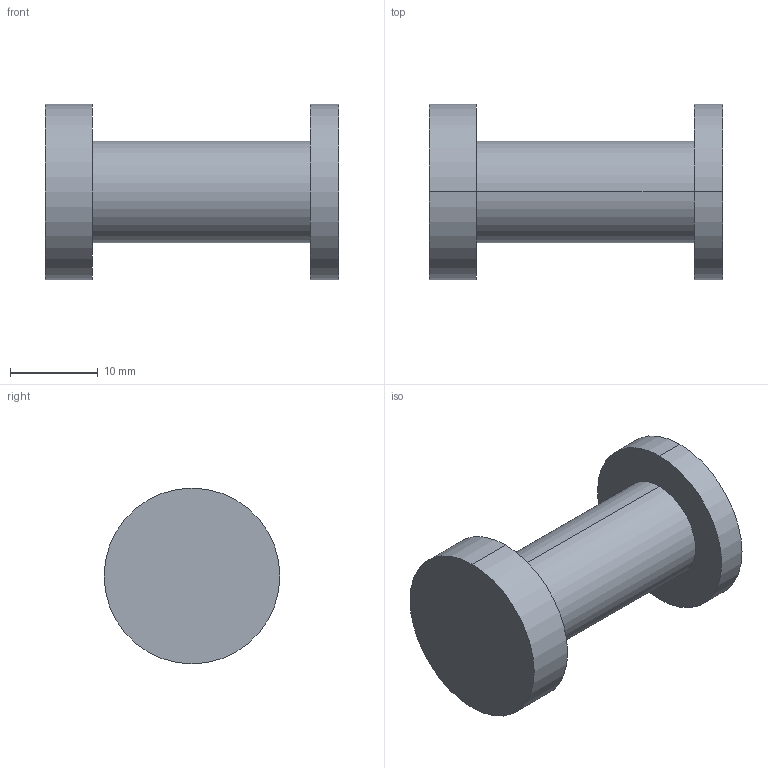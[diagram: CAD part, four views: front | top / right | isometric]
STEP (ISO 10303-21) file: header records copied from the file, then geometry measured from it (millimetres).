
FILE_DESCRIPTION((' '),'2;1');
FILE_NAME( '15.stp', '2025-12-10T20:21:15', (' '), ('--- Datakit www.datakit.com---'), ' Datakit CrossCadWare V2022.2 Mar 12 2022', 'Mastercam 2023', ' ');
FILE_SCHEMA(('AUTOMOTIVE_DESIGN { 1 0 10303 214 1 1 1 1 }'));
Length unit declared in the file: millimetre
Products named in the file (1): 15
Bounding box: 33.47 x 20 x 20 mm (x, y, z)
Volume: 5325.3 mm3; surface area: 2491.9 mm2
Topology: 1 solids, 1 shells, 10 faces, 27 edges, 42 vertices
Faces by surface type: cylinder 6, plane 4
Entity records: 388 total; most frequent: CARTESIAN_POINT 62, DIRECTION 61, ORIENTED_EDGE 36, AXIS2_PLACEMENT_3D 23, PRESENTATION_LAYER_ASSIGNMENT 22, STYLED_ITEM 22, EDGE_CURVE 18, VECTOR 15
